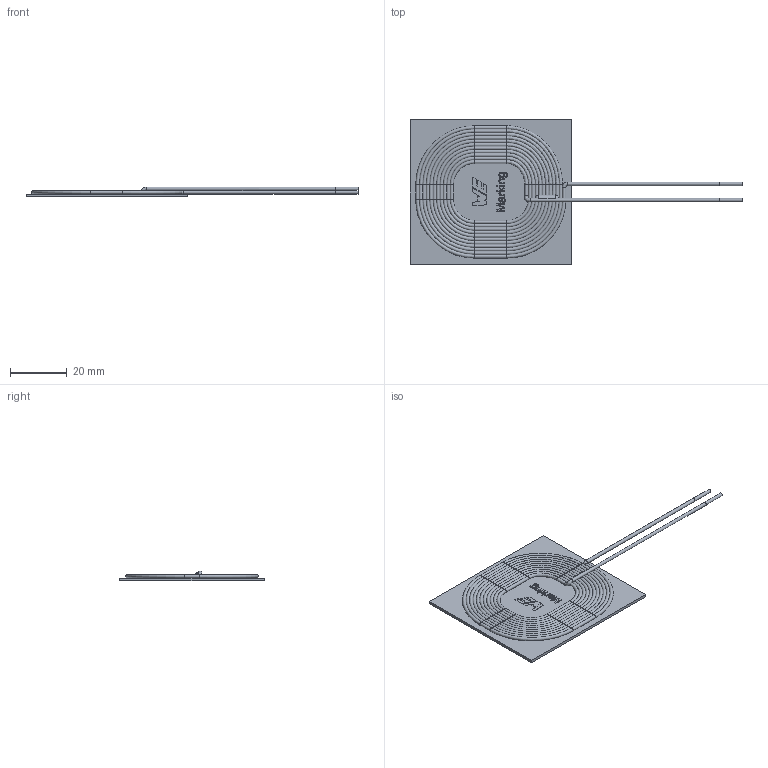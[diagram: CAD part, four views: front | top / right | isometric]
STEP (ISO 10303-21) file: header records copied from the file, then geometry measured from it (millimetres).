
FILE_DESCRIPTION(/* description */ ('Unknown'),/* implementation_level */ '2;1');
FILE_NAME(/* name */ '760308104109',/* time_stamp */ '2018-05-04T15:11:50+08:00',/* author */ ('Unknown'),/* organization */ ('Unknown'),/* preprocessor_version */ 'ST-DEVELOPER v16.7',/* originating_system */ 'DEX',/* authorisation */ $);
FILE_SCHEMA (('AUTOMOTIVE_DESIGN {1 0 10303 214 3 1 1}'));
Length unit declared in the file: millimetre
Products named in the file (3): 760308104109; Coil; PET
Assembly tree (2 placements, depth 2):
  760308104109
    Coil
    PET
Bounding box: 117.2 x 51 x 3.45 mm (x, y, z)
Volume: 4576.7 mm3; surface area: 11598.3 mm2
Topology: 2 solids, 2 shells, 216 faces, 526 edges, 314 vertices
Faces by surface type: plane 102, cylinder 50, torus 36, bspline 28
Full cylindrical faces by diameter (mm): 1.18 x2, 1.2 x47
Entity records: 9529 total; most frequent: CARTESIAN_POINT 3599, ORIENTED_EDGE 848, DIRECTION 784, EDGE_CURVE 424, EDGE_LOOP 327, FACE_BOUND 327, VERTEX_POINT 309, AXIS2_PLACEMENT_3D 304
